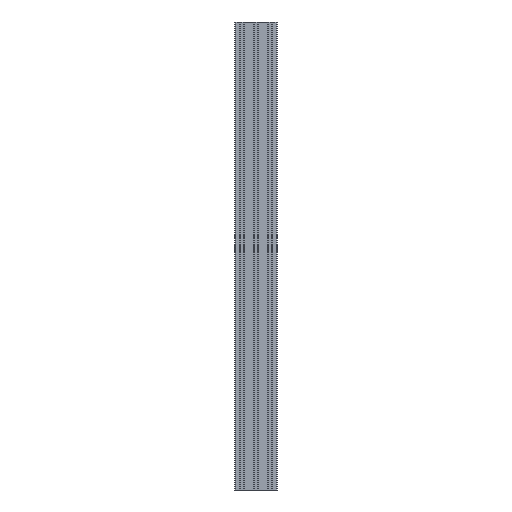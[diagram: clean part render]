
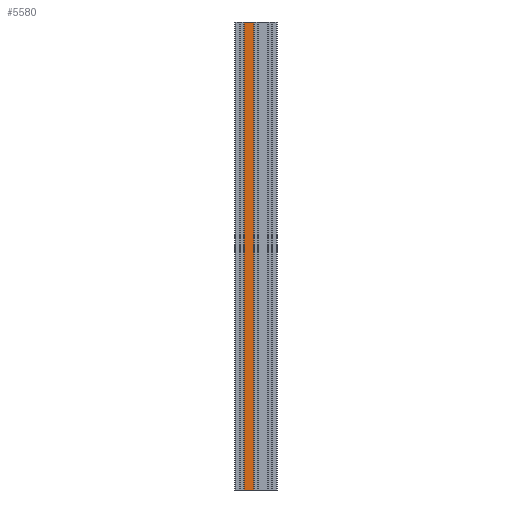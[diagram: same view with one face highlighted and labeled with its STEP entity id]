
A CAD part, front view. The second image highlights one B-rep face of the part: STEP entity #5580.
In plain terms, the highlighted planar face has unit normal (0, -1, 0).
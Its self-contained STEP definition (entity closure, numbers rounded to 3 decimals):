
#248 = AXIS2_PLACEMENT_3D ( 'NONE', #6248, #4978, #7655 ) ;
#853 = DIRECTION ( 'NONE',  ( 0., 0., 1. ) ) ;
#897 = LINE ( 'NONE', #7512, #3373 ) ;
#940 = EDGE_CURVE ( 'NONE', #8229, #3851, #5075, .T. ) ;
#954 = DIRECTION ( 'NONE',  ( 1., 0., 0. ) ) ;
#1739 = EDGE_CURVE ( 'NONE', #5891, #4760, #2063, .T. ) ;
#1813 = ORIENTED_EDGE ( 'NONE', *, *, #4645, .F. ) ;
#2063 = LINE ( 'NONE', #7468, #6718 ) ;
#2138 = ORIENTED_EDGE ( 'NONE', *, *, #1739, .T. ) ;
#2825 = EDGE_CURVE ( 'NONE', #8229, #5891, #4848, .T. ) ;
#2953 = PLANE ( 'NONE',  #248 ) ;
#3302 = EDGE_LOOP ( 'NONE', ( #1813, #6125, #7307, #2138 ) ) ;
#3373 = VECTOR ( 'NONE', #5465, 1000. ) ;
#3851 = VERTEX_POINT ( 'NONE', #5383 ) ;
#4373 = FACE_OUTER_BOUND ( 'NONE', #3302, .T. ) ;
#4645 = EDGE_CURVE ( 'NONE', #3851, #4760, #897, .T. ) ;
#4760 = VERTEX_POINT ( 'NONE', #7814 ) ;
#4848 = LINE ( 'NONE', #4935, #8130 ) ;
#4935 = CARTESIAN_POINT ( 'NONE',  ( -25.1, 0., 0. ) ) ;
#4978 = DIRECTION ( 'NONE',  ( 0., -1., 0. ) ) ;
#5075 = LINE ( 'NONE', #7049, #8324 ) ;
#5383 = CARTESIAN_POINT ( 'NONE',  ( -25.1, 0., 1000. ) ) ;
#5465 = DIRECTION ( 'NONE',  ( 1., 0., 0. ) ) ;
#5580 = ADVANCED_FACE ( 'NONE', ( #4373 ), #2953, .T. ) ;
#5891 = VERTEX_POINT ( 'NONE', #8016 ) ;
#6125 = ORIENTED_EDGE ( 'NONE', *, *, #940, .F. ) ;
#6248 = CARTESIAN_POINT ( 'NONE',  ( -25.1, 0., 0. ) ) ;
#6337 = DIRECTION ( 'NONE',  ( 0., 0., 1. ) ) ;
#6513 = CARTESIAN_POINT ( 'NONE',  ( -25.1, 0., 0. ) ) ;
#6718 = VECTOR ( 'NONE', #853, 1000. ) ;
#7049 = CARTESIAN_POINT ( 'NONE',  ( -25.1, 0., 0. ) ) ;
#7307 = ORIENTED_EDGE ( 'NONE', *, *, #2825, .T. ) ;
#7468 = CARTESIAN_POINT ( 'NONE',  ( -4.9, 0., 0. ) ) ;
#7512 = CARTESIAN_POINT ( 'NONE',  ( -25.1, 0., 1000. ) ) ;
#7655 = DIRECTION ( 'NONE',  ( 0., 0., -1. ) ) ;
#7814 = CARTESIAN_POINT ( 'NONE',  ( -4.9, 0., 1000. ) ) ;
#8016 = CARTESIAN_POINT ( 'NONE',  ( -4.9, 0., 0. ) ) ;
#8130 = VECTOR ( 'NONE', #954, 1000. ) ;
#8229 = VERTEX_POINT ( 'NONE', #6513 ) ;
#8324 = VECTOR ( 'NONE', #6337, 1000. ) ;
